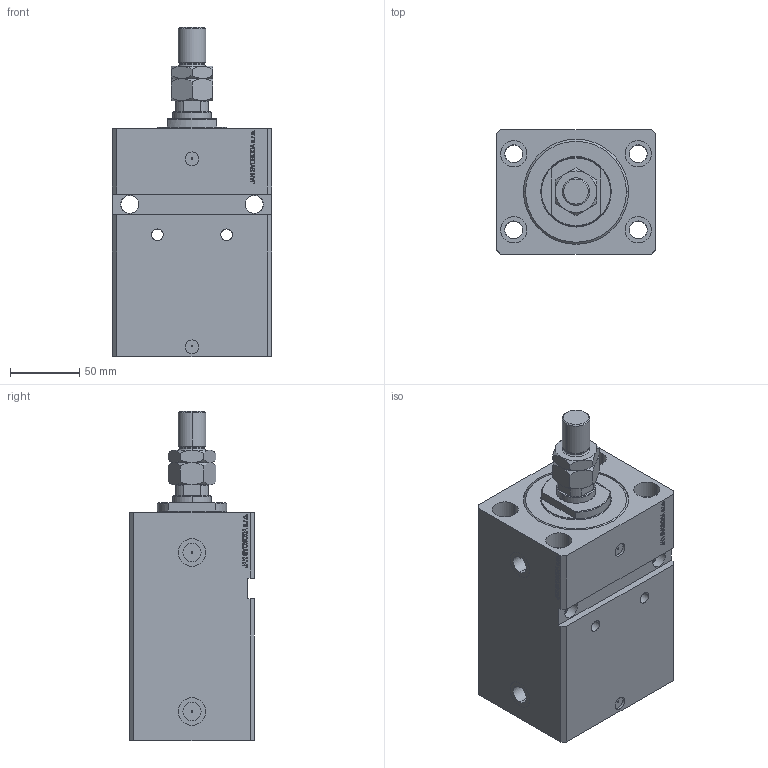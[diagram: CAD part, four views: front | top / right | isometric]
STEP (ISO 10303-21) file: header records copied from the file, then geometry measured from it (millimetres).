
FILE_DESCRIPTION (( 'STEP AP203' ), '1' );
FILE_NAME ('2191.STEP', '2023-10-07T22:43:26', ( '' ), ( '' ), 'SwSTEP 2.0', 'SolidWorks 2019', '' );
FILE_SCHEMA (( 'CONFIG_CONTROL_DESIGN' ));
Length unit declared in the file: millimetre
Products named in the file (5): V250CE_C_VCP 497d8d4c61ec23e6b0abb907eed56130; V250CE_E_Body 497d8d4c61ec23e6b0abb907eed56130; MTA 497d8d4c61ec23e6b0abb907eed56130; V250CE_VC_E 497d8d4c61ec23e6b0abb907eed56130; 2191
Assembly tree (4 placements, depth 2):
  2191
    V250CE_E_Body 497d8d4c61ec23e6b0abb907eed56130
    V250CE_C_VCP 497d8d4c61ec23e6b0abb907eed56130
    V250CE_VC_E 497d8d4c61ec23e6b0abb907eed56130
    MTA 497d8d4c61ec23e6b0abb907eed56130
Bounding box: 115 x 90 x 238 mm (x, y, z)
Volume: 1399287.8 mm3; surface area: 204592.9 mm2
Topology: 4 solids, 4 shells, 1010 faces, 2580 edges, 1685 vertices
Faces by surface type: plane 486, bspline 368, cylinder 108, cone 40, torus 8
Entity records: 48629 total; most frequent: CARTESIAN_POINT 26144, ORIENTED_EDGE 5156, DIRECTION 3258, EDGE_CURVE 2578, VERTEX_POINT 1685, VECTOR 1528, LINE 1528, EDGE_LOOP 1159
